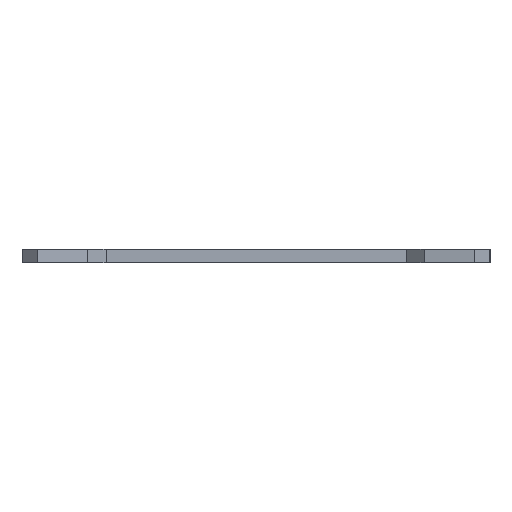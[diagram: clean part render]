
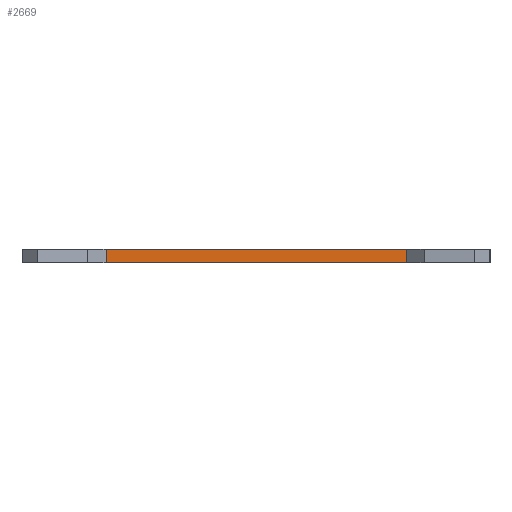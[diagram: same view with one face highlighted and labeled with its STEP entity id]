
A CAD part, front view. The second image highlights one B-rep face of the part: STEP entity #2669.
In plain terms, the highlighted planar face has unit normal (-0.003, -1, 0).
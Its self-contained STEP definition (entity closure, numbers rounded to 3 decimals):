
#311=FACE_OUTER_BOUND('',#437,.T.);
#437=EDGE_LOOP('',(#2151,#2152,#2153,#2154));
#763=LINE('',#4244,#1055);
#764=LINE('',#4247,#1056);
#765=LINE('',#4249,#1057);
#766=LINE('',#4250,#1058);
#1055=VECTOR('',#3513,10.);
#1056=VECTOR('',#3516,10.);
#1057=VECTOR('',#3517,10.);
#1058=VECTOR('',#3518,10.);
#1323=VERTEX_POINT('',#4240);
#1324=VERTEX_POINT('',#4242);
#1325=VERTEX_POINT('',#4246);
#1326=VERTEX_POINT('',#4248);
#1675=EDGE_CURVE('',#1323,#1324,#763,.T.);
#1676=EDGE_CURVE('',#1325,#1323,#764,.T.);
#1677=EDGE_CURVE('',#1326,#1324,#765,.T.);
#1678=EDGE_CURVE('',#1325,#1326,#766,.T.);
#2151=ORIENTED_EDGE('',*,*,#1676,.T.);
#2152=ORIENTED_EDGE('',*,*,#1675,.T.);
#2153=ORIENTED_EDGE('',*,*,#1677,.F.);
#2154=ORIENTED_EDGE('',*,*,#1678,.F.);
#2543=PLANE('',#2889);
#2669=ADVANCED_FACE('',(#311),#2543,.T.);
#2889=AXIS2_PLACEMENT_3D('',#4245,#3514,#3515);
#3513=DIRECTION('',(0.,0.,1.));
#3514=DIRECTION('center_axis',(-0.003,-1.,
0.));
#3515=DIRECTION('ref_axis',(1.,-0.003,0.));
#3516=DIRECTION('',(1.,-0.003,0.));
#3517=DIRECTION('',(1.,-0.003,0.));
#3518=DIRECTION('',(0.,0.,1.));
#4240=CARTESIAN_POINT('',(22.93,-31.785,0.));
#4242=CARTESIAN_POINT('',(22.93,-31.785,2.));
#4244=CARTESIAN_POINT('',(22.93,-31.785,0.));
#4245=CARTESIAN_POINT('Origin',(-22.875,-31.666,0.));
#4246=CARTESIAN_POINT('',(-22.875,-31.666,0.));
#4247=CARTESIAN_POINT('',(-22.875,-31.666,0.));
#4248=CARTESIAN_POINT('',(-22.875,-31.666,2.));
#4249=CARTESIAN_POINT('',(-22.875,-31.666,2.));
#4250=CARTESIAN_POINT('',(-22.875,-31.666,0.));
